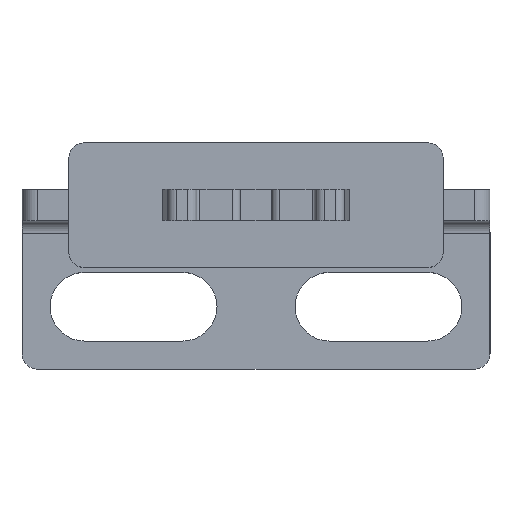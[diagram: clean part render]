
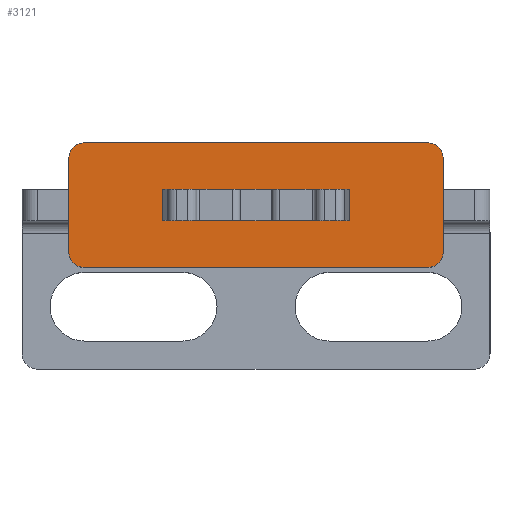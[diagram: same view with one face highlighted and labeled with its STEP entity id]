
A CAD part, top view. The second image highlights one B-rep face of the part: STEP entity #3121.
In plain terms, the highlighted planar face has unit normal (0, 0, 1).
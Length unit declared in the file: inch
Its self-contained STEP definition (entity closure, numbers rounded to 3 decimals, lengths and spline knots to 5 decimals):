
#7 = VECTOR ( 'NONE', #507, 39.37008 ) ;
#26 = DIRECTION ( 'NONE',  ( 0., 0., -1. ) ) ;
#66 = DIRECTION ( 'NONE',  ( -1., 0., 0. ) ) ;
#93 = VERTEX_POINT ( 'NONE', #2698 ) ;
#160 = CARTESIAN_POINT ( 'NONE',  ( 1.19971, 0.46602, 4.29291 ) ) ;
#167 = VECTOR ( 'NONE', #321, 39.37008 ) ;
#187 = VERTEX_POINT ( 'NONE', #2651 ) ;
#198 = CARTESIAN_POINT ( 'NONE',  ( 1.16034, 0.19043, 4.29291 ) ) ;
#200 = LINE ( 'NONE', #1633, #167 ) ;
#217 = EDGE_CURVE ( 'NONE', #93, #2532, #200, .T. ) ;
#306 = DIRECTION ( 'NONE',  ( 0., 0., -1. ) ) ;
#314 = PLANE ( 'NONE',  #3404 ) ;
#320 = DIRECTION ( 'NONE',  ( 0., 1., 0. ) ) ;
#321 = DIRECTION ( 'NONE',  ( 1., 0., 0. ) ) ;
#458 = DIRECTION ( 'NONE',  ( -1., 0., 0. ) ) ;
#507 = DIRECTION ( 'NONE',  ( 0., -1., 0. ) ) ;
#517 = DIRECTION ( 'NONE',  ( 0., -1., 0. ) ) ;
#528 = CARTESIAN_POINT ( 'NONE',  ( 0.25483, 0.19043, 4.29291 ) ) ;
#553 = CARTESIAN_POINT ( 'NONE',  ( 0.25483, 0.38728, 4.29291 ) ) ;
#573 = CARTESIAN_POINT ( 'NONE',  ( 0.25483, 0.19043, 4.29291 ) ) ;
#591 = EDGE_LOOP ( 'NONE', ( #2243, #3288, #2928, #3156, #1815, #3242, #813, #2679 ) ) ;
#722 = VERTEX_POINT ( 'NONE', #974 ) ;
#723 = CIRCLE ( 'NONE', #2626, 0.03937 ) ;
#735 = CARTESIAN_POINT ( 'NONE',  ( 0.25483, 0.50539, 4.29291 ) ) ;
#742 = CARTESIAN_POINT ( 'NONE',  ( 1.16034, 0.46602, 4.29291 ) ) ;
#768 = VERTEX_POINT ( 'NONE', #1792 ) ;
#813 = ORIENTED_EDGE ( 'NONE', *, *, #2660, .F. ) ;
#831 = DIRECTION ( 'NONE',  ( 1., 0., 0. ) ) ;
#842 = VECTOR ( 'NONE', #458, 39.37008 ) ;
#934 = DIRECTION ( 'NONE',  ( 0., 1., 0. ) ) ;
#974 = CARTESIAN_POINT ( 'NONE',  ( 1.19971, 0.2298, 4.29291 ) ) ;
#983 = VERTEX_POINT ( 'NONE', #198 ) ;
#1014 = EDGE_CURVE ( 'NONE', #1822, #93, #3147, .T. ) ;
#1029 = EDGE_CURVE ( 'NONE', #1410, #2588, #723, .T. ) ;
#1042 = CIRCLE ( 'NONE', #3119, 0.03937 ) ;
#1045 = VERTEX_POINT ( 'NONE', #1294 ) ;
#1096 = CARTESIAN_POINT ( 'NONE',  ( 0.2942, 0.50539, 4.29291 ) ) ;
#1102 = EDGE_LOOP ( 'NONE', ( #3053, #1679, #2346, #1502 ) ) ;
#1147 = EDGE_CURVE ( 'NONE', #2532, #187, #3327, .T. ) ;
#1163 = CARTESIAN_POINT ( 'NONE',  ( 0.96349, 0.30854, 4.29291 ) ) ;
#1266 = CARTESIAN_POINT ( 'NONE',  ( 0.25483, 0.19043, 4.29291 ) ) ;
#1288 = CARTESIAN_POINT ( 'NONE',  ( 0.2942, 0.19043, 4.29291 ) ) ;
#1294 = CARTESIAN_POINT ( 'NONE',  ( 0.25483, 0.46602, 4.29291 ) ) ;
#1379 = VERTEX_POINT ( 'NONE', #1288 ) ;
#1393 = VECTOR ( 'NONE', #66, 39.37008 ) ;
#1395 = DIRECTION ( 'NONE',  ( 0., 0., -1. ) ) ;
#1410 = VERTEX_POINT ( 'NONE', #3171 ) ;
#1498 = EDGE_CURVE ( 'NONE', #1045, #1902, #3297, .T. ) ;
#1502 = ORIENTED_EDGE ( 'NONE', *, *, #1014, .F. ) ;
#1559 = DIRECTION ( 'NONE',  ( 0., 0., -1. ) ) ;
#1560 = VECTOR ( 'NONE', #320, 39.37008 ) ;
#1633 = CARTESIAN_POINT ( 'NONE',  ( 0.25483, 0.30854, 4.29291 ) ) ;
#1679 = ORIENTED_EDGE ( 'NONE', *, *, #1147, .F. ) ;
#1792 = CARTESIAN_POINT ( 'NONE',  ( 0.25483, 0.2298, 4.29291 ) ) ;
#1798 = CARTESIAN_POINT ( 'NONE',  ( 1.19971, 0.19043, 4.29291 ) ) ;
#1808 = LINE ( 'NONE', #735, #3329 ) ;
#1815 = ORIENTED_EDGE ( 'NONE', *, *, #2066, .F. ) ;
#1822 = VERTEX_POINT ( 'NONE', #2854 ) ;
#1874 = DIRECTION ( 'NONE',  ( -1., 0., 0. ) ) ;
#1900 = CIRCLE ( 'NONE', #2394, 0.03937 ) ;
#1902 = VERTEX_POINT ( 'NONE', #1096 ) ;
#1911 = CARTESIAN_POINT ( 'NONE',  ( 0.2942, 0.2298, 4.29291 ) ) ;
#2045 = VECTOR ( 'NONE', #934, 39.37008 ) ;
#2066 = EDGE_CURVE ( 'NONE', #2588, #722, #3136, .T. ) ;
#2081 = CARTESIAN_POINT ( 'NONE',  ( 0.49105, 0.19043, 4.29291 ) ) ;
#2127 = DIRECTION ( 'NONE',  ( 1., 0., 0. ) ) ;
#2139 = EDGE_CURVE ( 'NONE', #768, #1045, #2650, .T. ) ;
#2143 = CARTESIAN_POINT ( 'NONE',  ( 0.2942, 0.46602, 4.29291 ) ) ;
#2170 = EDGE_CURVE ( 'NONE', #722, #983, #1900, .T. ) ;
#2182 = CARTESIAN_POINT ( 'NONE',  ( 1.16034, 0.2298, 4.29291 ) ) ;
#2196 = EDGE_CURVE ( 'NONE', #187, #1822, #2468, .T. ) ;
#2243 = ORIENTED_EDGE ( 'NONE', *, *, #2139, .F. ) ;
#2254 = AXIS2_PLACEMENT_3D ( 'NONE', #2143, #26, #2410 ) ;
#2346 = ORIENTED_EDGE ( 'NONE', *, *, #217, .F. ) ;
#2357 = VECTOR ( 'NONE', #517, 39.37008 ) ;
#2374 = DIRECTION ( 'NONE',  ( 1., 0., 0. ) ) ;
#2394 = AXIS2_PLACEMENT_3D ( 'NONE', #2182, #306, #831 ) ;
#2409 = FACE_OUTER_BOUND ( 'NONE', #591, .T. ) ;
#2410 = DIRECTION ( 'NONE',  ( 1., 0., 0. ) ) ;
#2468 = LINE ( 'NONE', #553, #1393 ) ;
#2532 = VERTEX_POINT ( 'NONE', #1163 ) ;
#2588 = VERTEX_POINT ( 'NONE', #160 ) ;
#2626 = AXIS2_PLACEMENT_3D ( 'NONE', #742, #1559, #2127 ) ;
#2650 = LINE ( 'NONE', #573, #1560 ) ;
#2651 = CARTESIAN_POINT ( 'NONE',  ( 0.96349, 0.38728, 4.29291 ) ) ;
#2660 = EDGE_CURVE ( 'NONE', #1902, #1410, #1808, .T. ) ;
#2679 = ORIENTED_EDGE ( 'NONE', *, *, #1498, .F. ) ;
#2698 = CARTESIAN_POINT ( 'NONE',  ( 0.49105, 0.30854, 4.29291 ) ) ;
#2717 = DIRECTION ( 'NONE',  ( 0., 0., -1. ) ) ;
#2823 = EDGE_CURVE ( 'NONE', #1379, #768, #1042, .T. ) ;
#2854 = CARTESIAN_POINT ( 'NONE',  ( 0.49105, 0.38728, 4.29291 ) ) ;
#2928 = ORIENTED_EDGE ( 'NONE', *, *, #3324, .F. ) ;
#2966 = DIRECTION ( 'NONE',  ( 1., 0., 0. ) ) ;
#2998 = FACE_BOUND ( 'NONE', #1102, .T. ) ;
#3042 = CARTESIAN_POINT ( 'NONE',  ( 0.96349, 0.19043, 4.29291 ) ) ;
#3053 = ORIENTED_EDGE ( 'NONE', *, *, #2196, .F. ) ;
#3119 = AXIS2_PLACEMENT_3D ( 'NONE', #1911, #1395, #2966 ) ;
#3121 = ADVANCED_FACE ( 'NONE', ( #2998, #2409 ), #314, .F. ) ;
#3136 = LINE ( 'NONE', #1798, #7 ) ;
#3147 = LINE ( 'NONE', #2081, #2357 ) ;
#3156 = ORIENTED_EDGE ( 'NONE', *, *, #2170, .F. ) ;
#3171 = CARTESIAN_POINT ( 'NONE',  ( 1.16034, 0.50539, 4.29291 ) ) ;
#3175 = LINE ( 'NONE', #1266, #842 ) ;
#3242 = ORIENTED_EDGE ( 'NONE', *, *, #1029, .F. ) ;
#3288 = ORIENTED_EDGE ( 'NONE', *, *, #2823, .F. ) ;
#3297 = CIRCLE ( 'NONE', #2254, 0.03937 ) ;
#3324 = EDGE_CURVE ( 'NONE', #983, #1379, #3175, .T. ) ;
#3327 = LINE ( 'NONE', #3042, #2045 ) ;
#3329 = VECTOR ( 'NONE', #2374, 39.37008 ) ;
#3404 = AXIS2_PLACEMENT_3D ( 'NONE', #528, #2717, #1874 ) ;
